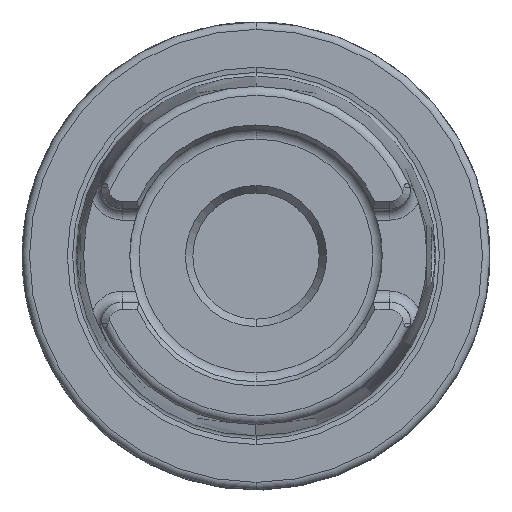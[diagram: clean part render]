
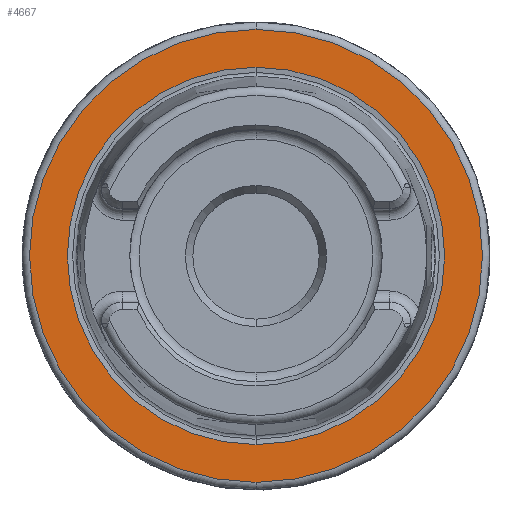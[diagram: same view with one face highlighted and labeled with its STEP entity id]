
A CAD part, top view. The second image highlights one B-rep face of the part: STEP entity #4667.
In plain terms, the highlighted planar face has unit normal (0, 0, 1).
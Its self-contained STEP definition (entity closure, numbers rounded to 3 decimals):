
#1264=CARTESIAN_POINT('',(0,0,26));
#1265=DIRECTION('',(0,0,-1));
#1266=DIRECTION('',(0,1,0));
#1267=AXIS2_PLACEMENT_3D('',#1264,#1265,#1266);
#1277=CARTESIAN_POINT('',(0,0,26));
#1278=DIRECTION('',(0,0,1));
#1279=DIRECTION('',(0,1,0));
#1280=AXIS2_PLACEMENT_3D('',#1277,#1278,#1279);
#1282=CARTESIAN_POINT('',(0,0,26));
#1283=DIRECTION('',(0,0,1));
#1284=DIRECTION('',(0,1,0));
#1285=AXIS2_PLACEMENT_3D('',#1282,#1283,#1284);
#1287=CARTESIAN_POINT('',(0,0,26));
#1288=DIRECTION('',(0,0,1));
#1289=DIRECTION('',(0,-1,0));
#1290=AXIS2_PLACEMENT_3D('',#1287,#1288,#1289);
#2878=CARTESIAN_POINT('',(0,25.409,26));
#2880=VERTEX_POINT('',#2878);
#2914=CARTESIAN_POINT('',(0,-25.409,26));
#2916=VERTEX_POINT('',#2914);
#2980=CARTESIAN_POINT('',(0,30.5,26));
#2981=CARTESIAN_POINT('',(0,-30.5,26));
#2982=VERTEX_POINT('',#2980);
#2983=VERTEX_POINT('',#2981);
#4652=CARTESIAN_POINT('',(0,0,26));
#4653=DIRECTION('',(0,0,-1));
#4654=DIRECTION('',(0,-1,0));
#4655=AXIS2_PLACEMENT_3D('',#4652,#4653,#4654);
#4656=PLANE('',#4655);
#4658=ORIENTED_EDGE('',*,*,#4657,.F.);
#4660=ORIENTED_EDGE('',*,*,#4659,.F.);
#4661=EDGE_LOOP('',(#4658,#4660));
#4662=FACE_OUTER_BOUND('',#4661,.F.);
#4663=ORIENTED_EDGE('',*,*,#4647,.T.);
#4664=ORIENTED_EDGE('',*,*,#4631,.F.);
#4665=EDGE_LOOP('',(#4663,#4664));
#4666=FACE_BOUND('',#4665,.F.);
#4667=ADVANCED_FACE('',(#4662,#4666),#4656,.F.);
#1268=CIRCLE('',#1267,25.409);
#1281=CIRCLE('',#1280,25.409);
#1286=CIRCLE('',#1285,30.5);
#1291=CIRCLE('',#1290,30.5);
#4631=EDGE_CURVE('',#2880,#2916,#1268,.T.);
#4647=EDGE_CURVE('',#2880,#2916,#1281,.T.);
#4657=EDGE_CURVE('',#2982,#2983,#1286,.T.);
#4659=EDGE_CURVE('',#2983,#2982,#1291,.T.);
